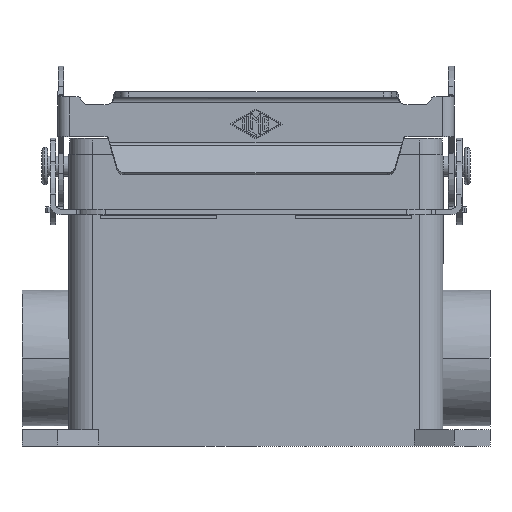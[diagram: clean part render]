
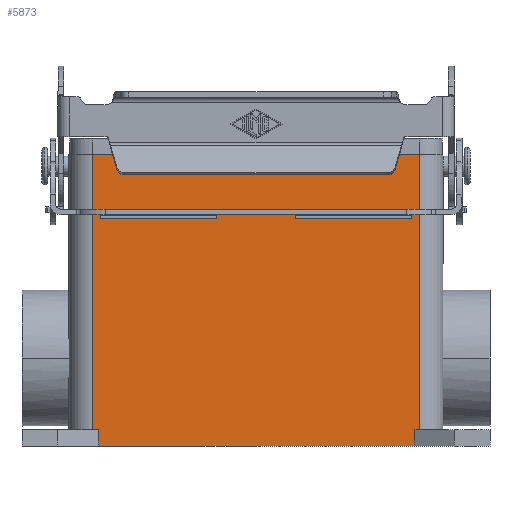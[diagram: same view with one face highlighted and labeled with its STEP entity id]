
A CAD part, front view. The second image highlights one B-rep face of the part: STEP entity #5873.
In plain terms, the highlighted planar face has unit normal (0, -1, 0).
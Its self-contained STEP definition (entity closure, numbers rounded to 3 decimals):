
#2613=CARTESIAN_POINT('',(-40.75,-22.25,-66.));
#2614=VERTEX_POINT('',#2613);
#2622=CARTESIAN_POINT('',(-40.75,-22.25,3.));
#2623=VERTEX_POINT('',#2622);
#2624=CARTESIAN_POINT('',(-40.75,-22.25,-66.));
#2625=DIRECTION('',(0.0,0.0,1.0));
#2626=VECTOR('',#2625,69.);
#2627=LINE('',#2624,#2626);
#2628=EDGE_CURVE('',#2614,#2623,#2627,.T.);
#2747=CARTESIAN_POINT('',(40.75,-22.25,3.));
#2748=VERTEX_POINT('',#2747);
#2756=CARTESIAN_POINT('',(40.75,-22.25,-66.));
#2757=VERTEX_POINT('',#2756);
#2758=CARTESIAN_POINT('',(40.75,-22.25,-66.));
#2759=DIRECTION('',(0.0,0.0,1.0));
#2760=VECTOR('',#2759,69.);
#2761=LINE('',#2758,#2760);
#2762=EDGE_CURVE('',#2757,#2748,#2761,.T.);
#5379=CARTESIAN_POINT('',(40.75,-22.25,3.));
#5380=DIRECTION('',(-1.0,0.0,0.0));
#5381=VECTOR('',#5380,81.5);
#5382=LINE('',#5379,#5381);
#5383=EDGE_CURVE('',#2748,#2623,#5382,.T.);
#5446=CARTESIAN_POINT('',(-39.5,-22.25,-66.));
#5447=VERTEX_POINT('',#5446);
#5454=CARTESIAN_POINT('',(-39.5,-22.25,-66.));
#5455=DIRECTION('',(-1.0,0.0,0.0));
#5456=VECTOR('',#5455,1.25);
#5457=LINE('',#5454,#5456);
#5458=EDGE_CURVE('',#5447,#2614,#5457,.T.);
#5502=CARTESIAN_POINT('',(39.5,-22.25,-66.));
#5503=VERTEX_POINT('',#5502);
#5504=CARTESIAN_POINT('',(40.75,-22.25,-66.));
#5505=DIRECTION('',(-1.0,0.0,0.0));
#5506=VECTOR('',#5505,1.25);
#5507=LINE('',#5504,#5506);
#5508=EDGE_CURVE('',#2757,#5503,#5507,.T.);
#5828=CARTESIAN_POINT('',(39.5,-22.25,-70.0));
#5829=VERTEX_POINT('',#5828);
#5830=CARTESIAN_POINT('',(39.5,-22.25,-70.0));
#5831=DIRECTION('',(0.0,0.0,1.0));
#5832=VECTOR('',#5831,4.);
#5833=LINE('',#5830,#5832);
#5834=EDGE_CURVE('',#5829,#5503,#5833,.T.);
#5846=CARTESIAN_POINT('',(39.5,-22.25,-70.0));
#5847=DIRECTION('',(0.0,-1.0,0.0));
#5848=DIRECTION('',(0.0,0.0,-1.0));
#5849=AXIS2_PLACEMENT_3D('',#5846,#5847,#5848);
#5850=PLANE('',#5849);
#5851=CARTESIAN_POINT('',(-39.5,-22.25,-70.0));
#5852=VERTEX_POINT('',#5851);
#5853=CARTESIAN_POINT('',(-39.5,-22.25,-70.0));
#5854=DIRECTION('',(0.0,0.0,1.0));
#5855=VECTOR('',#5854,4.);
#5856=LINE('',#5853,#5855);
#5857=EDGE_CURVE('',#5852,#5447,#5856,.T.);
#5858=ORIENTED_EDGE('',*,*,#5857,.F.);
#5859=CARTESIAN_POINT('',(39.5,-22.25,-70.0));
#5860=DIRECTION('',(-1.0,0.0,0.0));
#5861=VECTOR('',#5860,79.0);
#5862=LINE('',#5859,#5861);
#5863=EDGE_CURVE('',#5829,#5852,#5862,.T.);
#5864=ORIENTED_EDGE('',*,*,#5863,.F.);
#5865=ORIENTED_EDGE('',*,*,#5834,.T.);
#5866=ORIENTED_EDGE('',*,*,#5508,.F.);
#5867=ORIENTED_EDGE('',*,*,#2762,.T.);
#5868=ORIENTED_EDGE('',*,*,#5383,.T.);
#5869=ORIENTED_EDGE('',*,*,#2628,.F.);
#5870=ORIENTED_EDGE('',*,*,#5458,.F.);
#5871=EDGE_LOOP('',(#5858,#5864,#5865,#5866,#5867,#5868,#5869,#5870));
#5872=FACE_OUTER_BOUND('',#5871,.T.);
#5873=ADVANCED_FACE('',(#5872),#5850,.T.);
